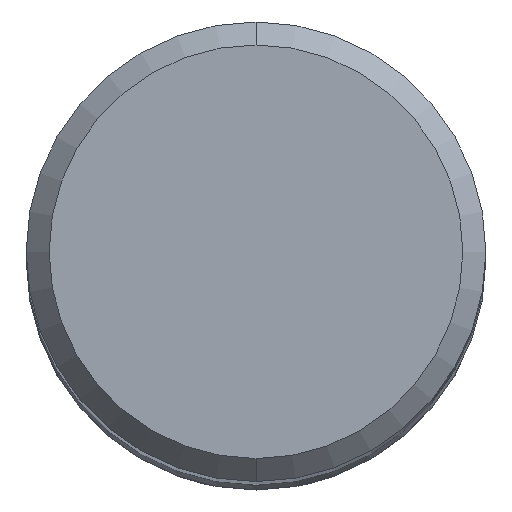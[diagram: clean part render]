
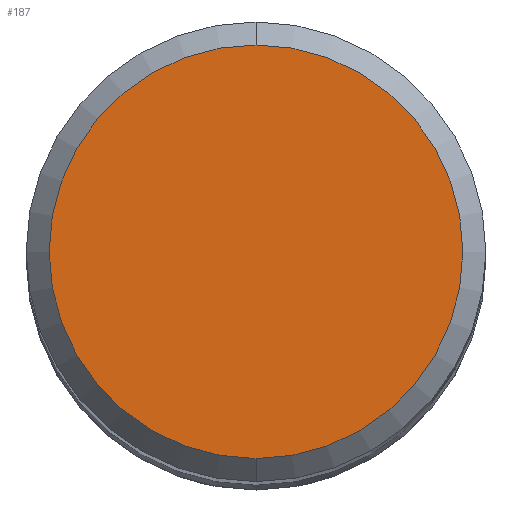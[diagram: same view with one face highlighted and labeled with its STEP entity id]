
A CAD part, top view. The second image highlights one B-rep face of the part: STEP entity #187.
In plain terms, the highlighted planar face has unit normal (0, 0, 1).
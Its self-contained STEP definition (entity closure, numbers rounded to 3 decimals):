
#107=VERTEX_POINT('',#270);
#119=EDGE_CURVE('',#155,#107,#283,.T.);
#133=EDGE_CURVE('',#107,#155,#298,.T.);
#155=VERTEX_POINT('',#322);
#187=ADVANCED_FACE('',(#357),#358,.T.);
#270=CARTESIAN_POINT('',(0.,-4.5,0.0));
#283=CIRCLE('',#460,4.5);
#298=CIRCLE('',#478,4.5);
#322=CARTESIAN_POINT('',(0.0,4.5,0.0));
#357=FACE_OUTER_BOUND('',#547,.T.);
#358=PLANE('',#548);
#460=AXIS2_PLACEMENT_3D('',#660,#661,#662);
#478=AXIS2_PLACEMENT_3D('',#677,#678,#679);
#547=EDGE_LOOP('',(#740,#741));
#548=AXIS2_PLACEMENT_3D('',#742,#743,#744);
#660=CARTESIAN_POINT('',(0.0,0.0,0.0));
#661=DIRECTION('',(0.0,0.0,-1.0));
#662=DIRECTION('',(0.0,1.0,0.0));
#677=CARTESIAN_POINT('',(0.0,0.0,0.0));
#678=DIRECTION('',(0.0,0.0,-1.0));
#679=DIRECTION('',(0.0,1.0,0.0));
#740=ORIENTED_EDGE('',*,*,#119,.F.);
#741=ORIENTED_EDGE('',*,*,#133,.F.);
#742=CARTESIAN_POINT('',(0.0,2.25,0.0));
#743=DIRECTION('',(-0.0,0.0,1.0));
#744=DIRECTION('',(0.0,-1.0,0.0));
